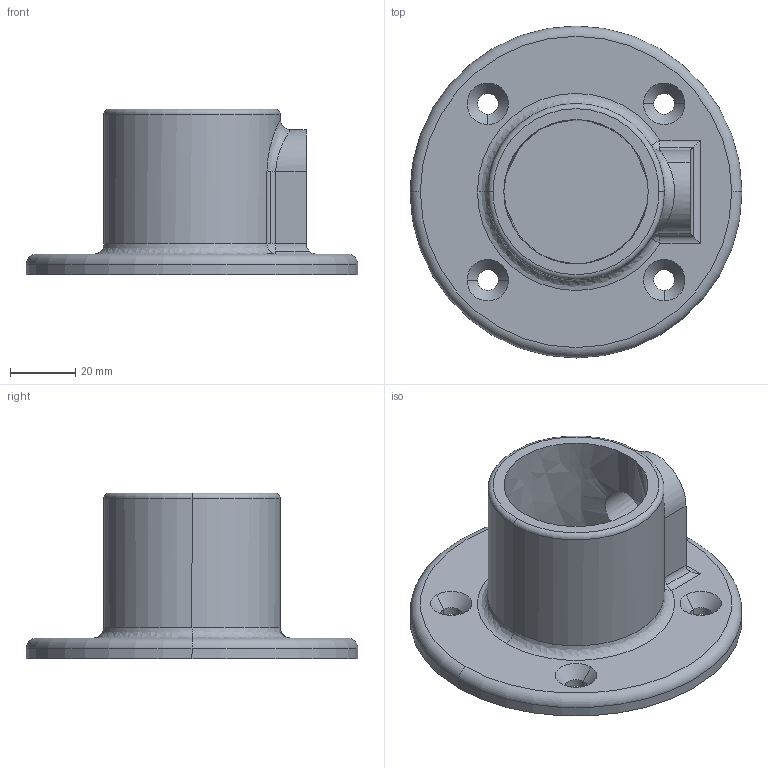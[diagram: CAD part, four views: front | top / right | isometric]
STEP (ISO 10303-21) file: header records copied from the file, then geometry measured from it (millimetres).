
FILE_DESCRIPTION((''),'2;1');
FILE_NAME('61-7.stp','2001-12-31T17:57:04',('Administrator'),(''),'Autodesk Inventor (tm) 3.0','Autodesk Inventor (tm) 3.0','');
FILE_SCHEMA(('CONFIG_CONTROL_DESIGN'));
Length unit declared in the file: inch
Products named in the file (1): 61-7
Bounding box: 101.6 x 101.6 x 50.8 mm (x, y, z)
Volume: 88674.6 mm3; surface area: 32212.6 mm2
Topology: 1 solids, 1 shells, 52 faces, 123 edges, 72 vertices
Faces by surface type: bspline 26, cylinder 16, plane 6, torus 4
Entity records: 2148 total; most frequent: CARTESIAN_POINT 919, ORIENTED_EDGE 242, DIRECTION 229, EDGE_CURVE 121, AXIS2_PLACEMENT_3D 92, VERTEX_POINT 72, CIRCLE 65, EDGE_LOOP 63
